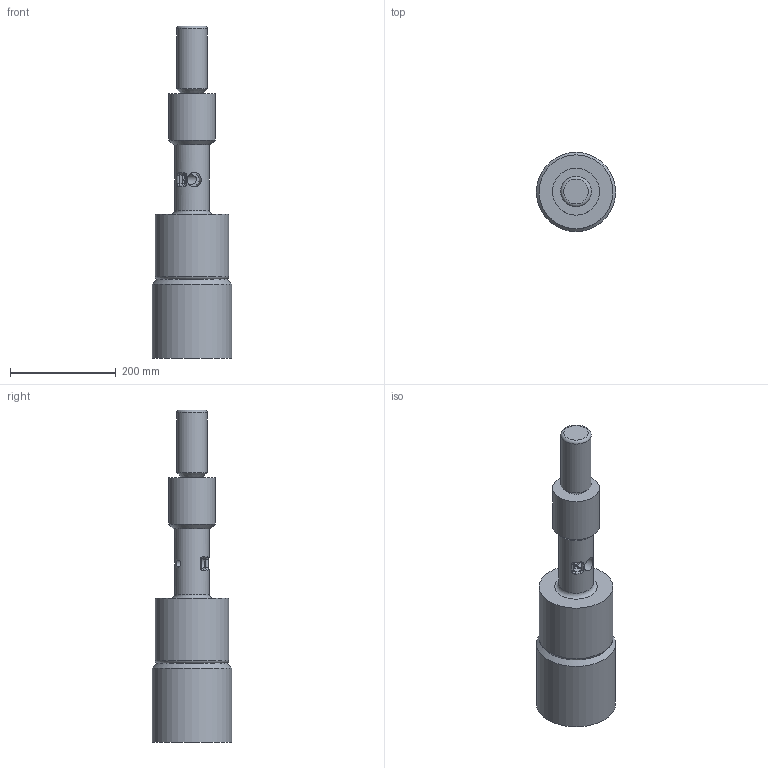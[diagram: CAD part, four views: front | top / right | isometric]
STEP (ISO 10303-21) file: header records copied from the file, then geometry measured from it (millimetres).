
FILE_DESCRIPTION(/* description */ (''),/* implementation_level */ '2;1');
FILE_NAME(/* name */ '0_big_.stp',/* time_stamp */ '2023-03-28T09:59:02+02:00',/* author */ (''),/* organization */ (''),/* preprocessor_version */ 'ST-DEVELOPER v18.102',/* originating_system */ 'SIEMENS PLM Software NX2206.1700',/* authorisation */ '');
FILE_SCHEMA (('AUTOMOTIVE_DESIGN { 1 0 10303 214 3 1 1 1 }'));
Length unit declared in the file: millimetre
Products named in the file (1): ex
Bounding box: 150 x 150 x 629 mm (x, y, z)
Volume: 5840801.7 mm3; surface area: 283122.2 mm2
Topology: 4 solids, 4 shells, 50 faces, 106 edges, 63 vertices
Faces by surface type: cylinder 17, plane 17, torus 5, bspline 4, sphere 4, cone 3
Full cylindrical faces by diameter (mm): 13 x1, 18 x1, 27 x1, 58 x1, 65 x1, 89 x1, 140 x1, 150 x1
Entity records: 1856 total; most frequent: CARTESIAN_POINT 875, DIRECTION 195, ORIENTED_EDGE 170, AXIS2_PLACEMENT_3D 88, EDGE_CURVE 85, EDGE_LOOP 69, VERTEX_POINT 58, ADVANCED_FACE 50
